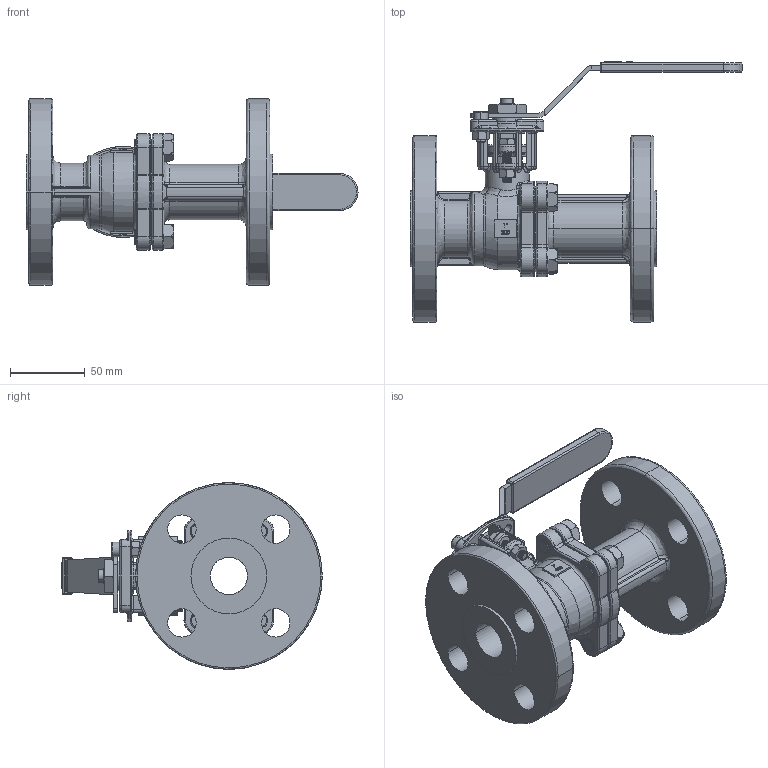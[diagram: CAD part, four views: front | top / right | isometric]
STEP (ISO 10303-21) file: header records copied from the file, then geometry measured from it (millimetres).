
FILE_DESCRIPTION (( 'STEP AP214' ), '1' );
FILE_NAME ('M230 - DN25.STEP', '2023-11-15T16:00:33', ( '' ), ( '' ), 'SwSTEP 2.0', 'SolidWorks 2017', '' );
FILE_SCHEMA (( 'AUTOMOTIVE_DESIGN' ));
Length unit declared in the file: inch
Products named in the file (23): M230 - DN25-NUT; M230 - DN25-STOPPER; M230 - DN25-PACKING; M230 - DN25-HANDLE; M230 - DN25-HANDLE SCREW; M230 - DN25-PACKING GLAND; M230 - DN25-SPACER; M230 - DN25-WASHER; M230 - DN25-SEAT; M230 - DN25-BODY; M230 - DN25-HANDLE NUT; M230 - DN25-COVER; M230 - DN25-END CAP; M230 - DN25-BALL; M230 - DN25-O-RING; M230 - DN25-BODY GASKET; M230 - DN25-STEM; M230 - DN25-HEX BOLT; M230 - DN25-THRUST WASHER; M230 - DN25; M230 - DN25-YOKE SCREW; M230 - DN25-DISC SPRING; M230 - DN25-YOKE
Assembly tree (29 placements, depth 2):
  M230 - DN25
    M230 - DN25-BODY
    M230 - DN25-END CAP
    M230 - DN25-BODY GASKET
    M230 - DN25-BALL
    M230 - DN25-SEAT  x2
    M230 - DN25-STEM
    M230 - DN25-THRUST WASHER
    M230 - DN25-O-RING
    M230 - DN25-PACKING
    M230 - DN25-PACKING GLAND
    M230 - DN25-DISC SPRING
    M230 - DN25-YOKE
    M230 - DN25-SPACER
    M230 - DN25-WASHER
    M230 - DN25-HANDLE
    M230 - DN25-COVER
    M230 - DN25-HANDLE NUT
    M230 - DN25-HANDLE SCREW
    M230 - DN25-STOPPER
    M230 - DN25-NUT  x3
    M230 - DN25-YOKE SCREW  x2
    M230 - DN25-HEX BOLT  x4
Bounding box: 222.38 x 174.4 x 125 mm (x, y, z)
Volume: 592224.7 mm3; surface area: 185411.7 mm2
Topology: 33 solids, 33 shells, 2015 faces, 5214 edges, 3270 vertices
Faces by surface type: cylinder 707, bspline 650, plane 573, cone 85
Entity records: 126395 total; most frequent: CARTESIAN_POINT 65187, ORIENTED_EDGE 8770, DIRECTION 6541, EDGE_CURVE 4385, VERTEX_POINT 2752, AXIS2_PLACEMENT_3D 2335, EDGE_LOOP 1887, VECTOR 1871
